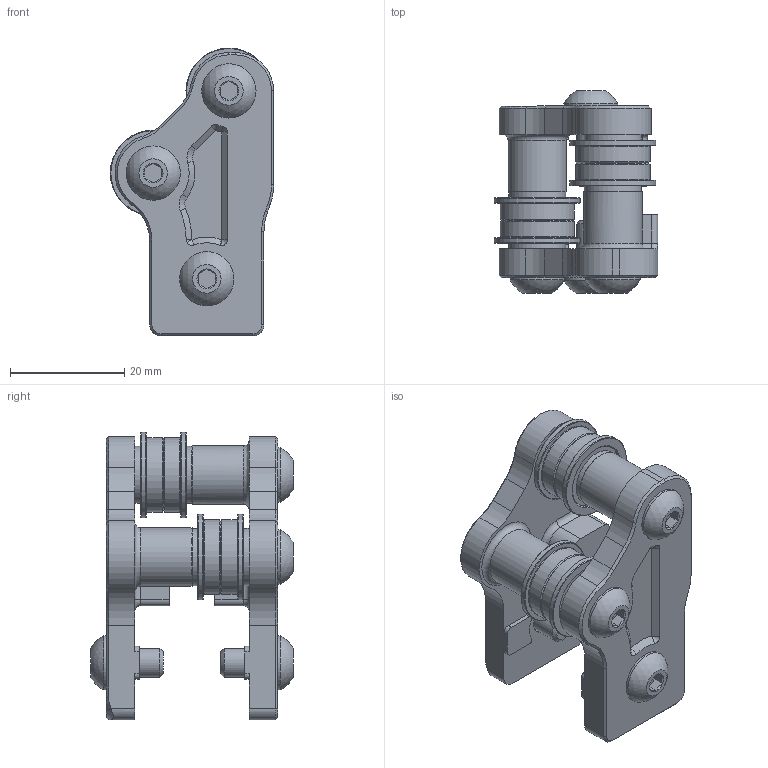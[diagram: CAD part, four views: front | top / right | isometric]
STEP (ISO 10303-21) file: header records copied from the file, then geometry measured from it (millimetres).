
FILE_DESCRIPTION(/* description */ (''),/* implementation_level */ '2;1');
FILE_NAME(/* name */ 'XZ Block - Right.stp',/* time_stamp */ '2024-08-17T16:12:45-06:00',/* author */ ('PC'),/* organization */ (''),/* preprocessor_version */ 'ST-DEVELOPER v20',/* originating_system */ 'Autodesk Inventor 2025',/* authorisation */ '');
FILE_SCHEMA (('AUTOMOTIVE_DESIGN { 1 0 10303 214 3 1 1 }'));
Length unit declared in the file: millimetre
Products named in the file (10): XZ Block - Right; Idler Pulley Assembly v3 (1) (1); Idler Pulley Assembly v3 (1) (2); F695-2RS v1 (1) (1); F695-2RS v1 (2) (1); M5 1mm Spacer (2); M5x30 BHCS (1) (1); M5x10 BHCS (1); M5x10 BHCS (15); Pieza492
Assembly tree (15 placements, depth 3):
  XZ Block - Right
    Idler Pulley Assembly v3 (1) (1)
      F695-2RS v1 (1) (1)
      F695-2RS v1 (2) (1)
      M5 1mm Spacer (2)  x2
    Idler Pulley Assembly v3 (1) (2)
      F695-2RS v1 (1) (1)
      F695-2RS v1 (2) (1)
      M5 1mm Spacer (2)  x2
    M5x30 BHCS (1) (1)  x2
    M5x10 BHCS (1)
    M5x10 BHCS (15)
    Pieza492
Bounding box: 28.58 x 35.5 x 50.38 mm (x, y, z)
Volume: 15510.5 mm3; surface area: 11825.7 mm2
Topology: 14 solids, 14 shells, 372 faces, 833 edges, 521 vertices
Faces by surface type: plane 128, cylinder 126, cone 100, torus 9, bspline 5, sphere 4
Full cylindrical faces by diameter (mm): 4.434 x6, 5 x8, 5.12 x10, 5.4 x9, 6.5 x8, 9.5 x4, 10 x4, 10.2 x2, 11.5 x8, 13 x4, 15 x4
Entity records: 20211 total; most frequent: CARTESIAN_POINT 12992, DIRECTION 1469, ORIENTED_EDGE 1388, EDGE_CURVE 694, AXIS2_PLACEMENT_3D 579, VERTEX_POINT 441, EDGE_LOOP 333, LINE 311
